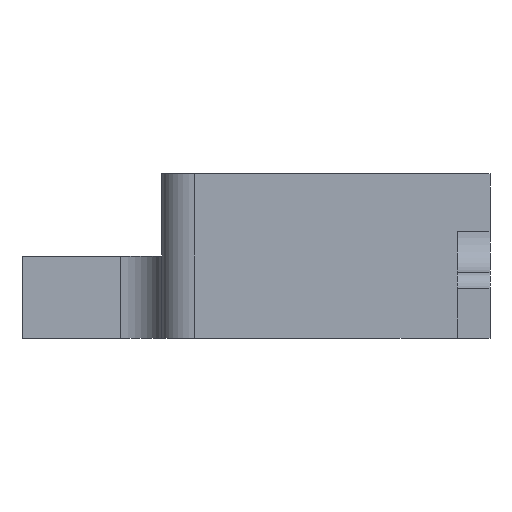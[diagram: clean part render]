
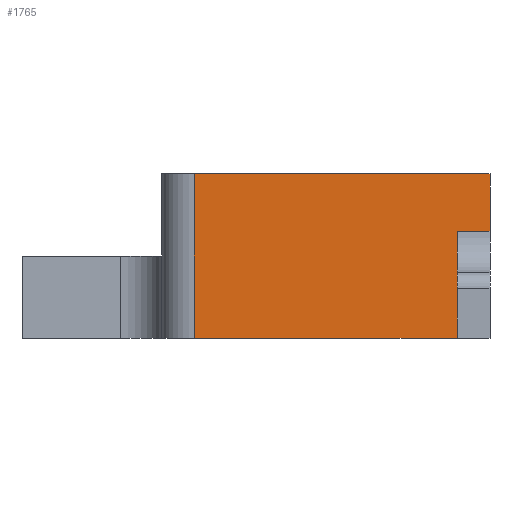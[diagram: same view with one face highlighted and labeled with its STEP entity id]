
A CAD part, left-side view. The second image highlights one B-rep face of the part: STEP entity #1765.
In plain terms, the highlighted planar face has unit normal (-1, 0, 0).
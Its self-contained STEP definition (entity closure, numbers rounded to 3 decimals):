
#44 = PLANE('',#45);
#45 = AXIS2_PLACEMENT_3D('',#46,#47,#48);
#46 = CARTESIAN_POINT('',(0.,-20.,8.794));
#47 = DIRECTION('',(-0.,-1.,-0.));
#48 = DIRECTION('',(-1.,0.,0.));
#126 = PLANE('',#127);
#127 = AXIS2_PLACEMENT_3D('',#128,#129,#130);
#128 = CARTESIAN_POINT('',(0.,2.507,0.));
#129 = DIRECTION('',(-0.,-0.,-1.));
#130 = DIRECTION('',(-1.,0.,0.));
#710 = PLANE('',#711);
#711 = AXIS2_PLACEMENT_3D('',#712,#713,#714);
#712 = CARTESIAN_POINT('',(0.,0.,20.));
#713 = DIRECTION('',(0.,0.,1.));
#714 = DIRECTION('',(1.,0.,0.));
#1202 = VERTEX_POINT('',#1203);
#1203 = CARTESIAN_POINT('',(-20.,16.,20.));
#1222 = CYLINDRICAL_SURFACE('',#1223,4.);
#1223 = AXIS2_PLACEMENT_3D('',#1224,#1225,#1226);
#1224 = CARTESIAN_POINT('',(-16.,16.,0.));
#1225 = DIRECTION('',(0.,0.,1.));
#1226 = DIRECTION('',(-1.,0.,0.));
#1234 = EDGE_CURVE('',#1202,#1235,#1237,.T.);
#1235 = VERTEX_POINT('',#1236);
#1236 = CARTESIAN_POINT('',(-20.,-20.,20.));
#1237 = SURFACE_CURVE('',#1238,(#1242,#1249),.PCURVE_S1.);
#1238 = LINE('',#1239,#1240);
#1239 = CARTESIAN_POINT('',(-20.,20.,20.));
#1240 = VECTOR('',#1241,1.);
#1241 = DIRECTION('',(0.,-1.,0.));
#1242 = PCURVE('',#710,#1243);
#1243 = DEFINITIONAL_REPRESENTATION('',(#1244),#1248);
#1244 = LINE('',#1245,#1246);
#1245 = CARTESIAN_POINT('',(-20.,20.));
#1246 = VECTOR('',#1247,1.);
#1247 = DIRECTION('',(0.,-1.));
#1248 = ( GEOMETRIC_REPRESENTATION_CONTEXT(2) 
PARAMETRIC_REPRESENTATION_CONTEXT() REPRESENTATION_CONTEXT('2D SPACE',''
  ) );
#1249 = PCURVE('',#1250,#1255);
#1250 = PLANE('',#1251);
#1251 = AXIS2_PLACEMENT_3D('',#1252,#1253,#1254);
#1252 = CARTESIAN_POINT('',(-20.,20.,0.));
#1253 = DIRECTION('',(1.,0.,0.));
#1254 = DIRECTION('',(0.,-1.,0.));
#1255 = DEFINITIONAL_REPRESENTATION('',(#1256),#1260);
#1256 = LINE('',#1257,#1258);
#1257 = CARTESIAN_POINT('',(0.,-20.));
#1258 = VECTOR('',#1259,1.);
#1259 = DIRECTION('',(1.,0.));
#1260 = ( GEOMETRIC_REPRESENTATION_CONTEXT(2) 
PARAMETRIC_REPRESENTATION_CONTEXT() REPRESENTATION_CONTEXT('2D SPACE',''
  ) );
#1720 = VERTEX_POINT('',#1721);
#1721 = CARTESIAN_POINT('',(-20.,16.,0.));
#1745 = EDGE_CURVE('',#1720,#1202,#1746,.T.);
#1746 = SURFACE_CURVE('',#1747,(#1751,#1758),.PCURVE_S1.);
#1747 = LINE('',#1748,#1749);
#1748 = CARTESIAN_POINT('',(-20.,16.,0.));
#1749 = VECTOR('',#1750,1.);
#1750 = DIRECTION('',(0.,0.,1.));
#1751 = PCURVE('',#1222,#1752);
#1752 = DEFINITIONAL_REPRESENTATION('',(#1753),#1757);
#1753 = LINE('',#1754,#1755);
#1754 = CARTESIAN_POINT('',(-0.,0.));
#1755 = VECTOR('',#1756,1.);
#1756 = DIRECTION('',(-0.,1.));
#1757 = ( GEOMETRIC_REPRESENTATION_CONTEXT(2) 
PARAMETRIC_REPRESENTATION_CONTEXT() REPRESENTATION_CONTEXT('2D SPACE',''
  ) );
#1758 = PCURVE('',#1250,#1759);
#1759 = DEFINITIONAL_REPRESENTATION('',(#1760),#1764);
#1760 = LINE('',#1761,#1762);
#1761 = CARTESIAN_POINT('',(4.,0.));
#1762 = VECTOR('',#1763,1.);
#1763 = DIRECTION('',(0.,-1.));
#1764 = ( GEOMETRIC_REPRESENTATION_CONTEXT(2) 
PARAMETRIC_REPRESENTATION_CONTEXT() REPRESENTATION_CONTEXT('2D SPACE',''
  ) );
#1765 = ADVANCED_FACE('',(#1766),#1250,.F.);
#1766 = FACE_BOUND('',#1767,.F.);
#1767 = EDGE_LOOP('',(#1768,#1769,#1792,#1820,#1848,#1869));
#1768 = ORIENTED_EDGE('',*,*,#1234,.T.);
#1769 = ORIENTED_EDGE('',*,*,#1770,.F.);
#1770 = EDGE_CURVE('',#1771,#1235,#1773,.T.);
#1771 = VERTEX_POINT('',#1772);
#1772 = CARTESIAN_POINT('',(-20.,-20.,13.));
#1773 = SURFACE_CURVE('',#1774,(#1778,#1785),.PCURVE_S1.);
#1774 = LINE('',#1775,#1776);
#1775 = CARTESIAN_POINT('',(-20.,-20.,0.));
#1776 = VECTOR('',#1777,1.);
#1777 = DIRECTION('',(0.,0.,1.));
#1778 = PCURVE('',#1250,#1779);
#1779 = DEFINITIONAL_REPRESENTATION('',(#1780),#1784);
#1780 = LINE('',#1781,#1782);
#1781 = CARTESIAN_POINT('',(40.,0.));
#1782 = VECTOR('',#1783,1.);
#1783 = DIRECTION('',(0.,-1.));
#1784 = ( GEOMETRIC_REPRESENTATION_CONTEXT(2) 
PARAMETRIC_REPRESENTATION_CONTEXT() REPRESENTATION_CONTEXT('2D SPACE',''
  ) );
#1785 = PCURVE('',#44,#1786);
#1786 = DEFINITIONAL_REPRESENTATION('',(#1787),#1791);
#1787 = LINE('',#1788,#1789);
#1788 = CARTESIAN_POINT('',(20.,8.794));
#1789 = VECTOR('',#1790,1.);
#1790 = DIRECTION('',(0.,-1.));
#1791 = ( GEOMETRIC_REPRESENTATION_CONTEXT(2) 
PARAMETRIC_REPRESENTATION_CONTEXT() REPRESENTATION_CONTEXT('2D SPACE',''
  ) );
#1792 = ORIENTED_EDGE('',*,*,#1793,.T.);
#1793 = EDGE_CURVE('',#1771,#1794,#1796,.T.);
#1794 = VERTEX_POINT('',#1795);
#1795 = CARTESIAN_POINT('',(-20.,-16.,13.));
#1796 = SURFACE_CURVE('',#1797,(#1801,#1808),.PCURVE_S1.);
#1797 = LINE('',#1798,#1799);
#1798 = CARTESIAN_POINT('',(-20.,-20.,13.));
#1799 = VECTOR('',#1800,1.);
#1800 = DIRECTION('',(0.,1.,0.));
#1801 = PCURVE('',#1250,#1802);
#1802 = DEFINITIONAL_REPRESENTATION('',(#1803),#1807);
#1803 = LINE('',#1804,#1805);
#1804 = CARTESIAN_POINT('',(40.,-13.));
#1805 = VECTOR('',#1806,1.);
#1806 = DIRECTION('',(-1.,0.));
#1807 = ( GEOMETRIC_REPRESENTATION_CONTEXT(2) 
PARAMETRIC_REPRESENTATION_CONTEXT() REPRESENTATION_CONTEXT('2D SPACE',''
  ) );
#1808 = PCURVE('',#1809,#1814);
#1809 = CYLINDRICAL_SURFACE('',#1810,5.);
#1810 = AXIS2_PLACEMENT_3D('',#1811,#1812,#1813);
#1811 = CARTESIAN_POINT('',(-25.,-20.,13.));
#1812 = DIRECTION('',(0.,1.,0.));
#1813 = DIRECTION('',(1.,0.,0.));
#1814 = DEFINITIONAL_REPRESENTATION('',(#1815),#1819);
#1815 = LINE('',#1816,#1817);
#1816 = CARTESIAN_POINT('',(0.,0.));
#1817 = VECTOR('',#1818,1.);
#1818 = DIRECTION('',(0.,1.));
#1819 = ( GEOMETRIC_REPRESENTATION_CONTEXT(2) 
PARAMETRIC_REPRESENTATION_CONTEXT() REPRESENTATION_CONTEXT('2D SPACE',''
  ) );
#1820 = ORIENTED_EDGE('',*,*,#1821,.F.);
#1821 = EDGE_CURVE('',#1822,#1794,#1824,.T.);
#1822 = VERTEX_POINT('',#1823);
#1823 = CARTESIAN_POINT('',(-20.,-16.,0.));
#1824 = SURFACE_CURVE('',#1825,(#1829,#1836),.PCURVE_S1.);
#1825 = LINE('',#1826,#1827);
#1826 = CARTESIAN_POINT('',(-20.,-16.,0.));
#1827 = VECTOR('',#1828,1.);
#1828 = DIRECTION('',(0.,0.,1.));
#1829 = PCURVE('',#1250,#1830);
#1830 = DEFINITIONAL_REPRESENTATION('',(#1831),#1835);
#1831 = LINE('',#1832,#1833);
#1832 = CARTESIAN_POINT('',(36.,0.));
#1833 = VECTOR('',#1834,1.);
#1834 = DIRECTION('',(0.,-1.));
#1835 = ( GEOMETRIC_REPRESENTATION_CONTEXT(2) 
PARAMETRIC_REPRESENTATION_CONTEXT() REPRESENTATION_CONTEXT('2D SPACE',''
  ) );
#1836 = PCURVE('',#1837,#1842);
#1837 = PLANE('',#1838);
#1838 = AXIS2_PLACEMENT_3D('',#1839,#1840,#1841);
#1839 = CARTESIAN_POINT('',(-20.,-16.,0.));
#1840 = DIRECTION('',(-0.,-1.,-0.));
#1841 = DIRECTION('',(-1.,0.,0.));
#1842 = DEFINITIONAL_REPRESENTATION('',(#1843),#1847);
#1843 = LINE('',#1844,#1845);
#1844 = CARTESIAN_POINT('',(0.,0.));
#1845 = VECTOR('',#1846,1.);
#1846 = DIRECTION('',(0.,-1.));
#1847 = ( GEOMETRIC_REPRESENTATION_CONTEXT(2) 
PARAMETRIC_REPRESENTATION_CONTEXT() REPRESENTATION_CONTEXT('2D SPACE',''
  ) );
#1848 = ORIENTED_EDGE('',*,*,#1849,.F.);
#1849 = EDGE_CURVE('',#1720,#1822,#1850,.T.);
#1850 = SURFACE_CURVE('',#1851,(#1855,#1862),.PCURVE_S1.);
#1851 = LINE('',#1852,#1853);
#1852 = CARTESIAN_POINT('',(-20.,20.,0.));
#1853 = VECTOR('',#1854,1.);
#1854 = DIRECTION('',(0.,-1.,0.));
#1855 = PCURVE('',#1250,#1856);
#1856 = DEFINITIONAL_REPRESENTATION('',(#1857),#1861);
#1857 = LINE('',#1858,#1859);
#1858 = CARTESIAN_POINT('',(0.,0.));
#1859 = VECTOR('',#1860,1.);
#1860 = DIRECTION('',(1.,0.));
#1861 = ( GEOMETRIC_REPRESENTATION_CONTEXT(2) 
PARAMETRIC_REPRESENTATION_CONTEXT() REPRESENTATION_CONTEXT('2D SPACE',''
  ) );
#1862 = PCURVE('',#126,#1863);
#1863 = DEFINITIONAL_REPRESENTATION('',(#1864),#1868);
#1864 = LINE('',#1865,#1866);
#1865 = CARTESIAN_POINT('',(20.,17.493));
#1866 = VECTOR('',#1867,1.);
#1867 = DIRECTION('',(0.,-1.));
#1868 = ( GEOMETRIC_REPRESENTATION_CONTEXT(2) 
PARAMETRIC_REPRESENTATION_CONTEXT() REPRESENTATION_CONTEXT('2D SPACE',''
  ) );
#1869 = ORIENTED_EDGE('',*,*,#1745,.T.);
